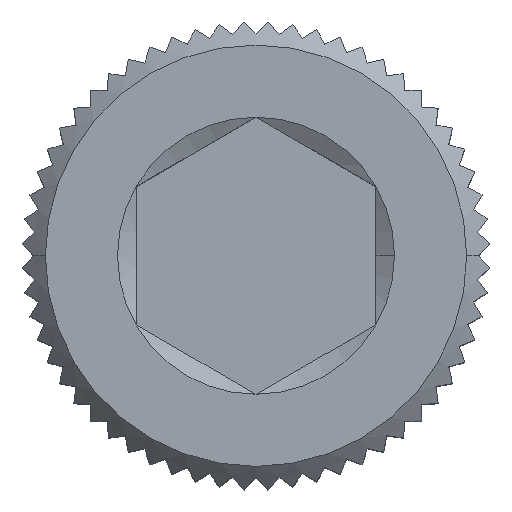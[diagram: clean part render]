
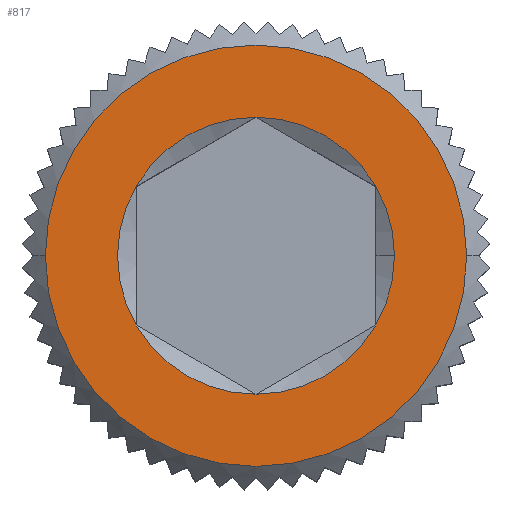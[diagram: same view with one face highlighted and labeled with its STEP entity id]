
A CAD part, top view. The second image highlights one B-rep face of the part: STEP entity #817.
In plain terms, the highlighted planar face has unit normal (0, 0, 1).
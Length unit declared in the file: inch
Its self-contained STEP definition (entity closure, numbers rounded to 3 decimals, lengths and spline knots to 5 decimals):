
#1 = EDGE_LOOP ( 'NONE', ( #9267, #6545, #7248, #5456, #4440, #7258, #8277 ) ) ;
#233 = VERTEX_POINT ( 'NONE', #5968 ) ;
#242 = AXIS2_PLACEMENT_3D ( 'NONE', #7983, #7165, #7225 ) ;
#250 = DIRECTION ( 'NONE',  ( 0., 0., 1. ) ) ;
#534 = DIRECTION ( 'NONE',  ( 0., 0., 1. ) ) ;
#735 = CARTESIAN_POINT ( 'NONE',  ( -0.04687, -0.02706, 0.181 ) ) ;
#761 = CIRCLE ( 'NONE', #7316, 0.05413 ) ;
#817 = ADVANCED_FACE ( 'NONE', ( #9783, #2056 ), #6263, .T. ) ;
#818 = EDGE_CURVE ( 'NONE', #9530, #3933, #3867, .T. ) ;
#828 = CARTESIAN_POINT ( 'NONE',  ( 0., 0., 0.181 ) ) ;
#1025 = VERTEX_POINT ( 'NONE', #6652 ) ;
#1051 = CARTESIAN_POINT ( 'NONE',  ( 0.05413, 0., 0.181 ) ) ;
#1151 = CIRCLE ( 'NONE', #4088, 0.05413 ) ;
#1346 = DIRECTION ( 'NONE',  ( 0., 0., 1. ) ) ;
#1387 = EDGE_CURVE ( 'NONE', #8724, #1025, #8759, .T. ) ;
#1924 = CARTESIAN_POINT ( 'NONE',  ( -0.04687, 0.02706, 0.181 ) ) ;
#2056 = FACE_BOUND ( 'NONE', #1, .T. ) ;
#2064 = CARTESIAN_POINT ( 'NONE',  ( 0., 0., 0.181 ) ) ;
#2120 = DIRECTION ( 'NONE',  ( 0., 0., 1. ) ) ;
#2406 = AXIS2_PLACEMENT_3D ( 'NONE', #3587, #534, #9021 ) ;
#2415 = DIRECTION ( 'NONE',  ( 1., 0., 0. ) ) ;
#2462 = CARTESIAN_POINT ( 'NONE',  ( 0., 0., 0.181 ) ) ;
#2711 = DIRECTION ( 'NONE',  ( 1., 0., 0. ) ) ;
#2817 = EDGE_CURVE ( 'NONE', #3933, #4578, #761, .T. ) ;
#3184 = DIRECTION ( 'NONE',  ( 1., 0., 0. ) ) ;
#3229 = DIRECTION ( 'NONE',  ( 0., 0., 1. ) ) ;
#3299 = DIRECTION ( 'NONE',  ( 0., 0., 1. ) ) ;
#3417 = AXIS2_PLACEMENT_3D ( 'NONE', #828, #3229, #3879 ) ;
#3587 = CARTESIAN_POINT ( 'NONE',  ( 0., 0., 0.181 ) ) ;
#3649 = DIRECTION ( 'NONE',  ( 1., 0., 0. ) ) ;
#3782 = CIRCLE ( 'NONE', #242, 0.05413 ) ;
#3861 = EDGE_CURVE ( 'NONE', #4578, #9737, #3782, .T. ) ;
#3867 = CIRCLE ( 'NONE', #8548, 0.05413 ) ;
#3879 = DIRECTION ( 'NONE',  ( 1., 0., 0. ) ) ;
#3933 = VERTEX_POINT ( 'NONE', #9519 ) ;
#4088 = AXIS2_PLACEMENT_3D ( 'NONE', #2064, #1346, #3649 ) ;
#4217 = CARTESIAN_POINT ( 'NONE',  ( -0.08235, 0., 0.181 ) ) ;
#4341 = AXIS2_PLACEMENT_3D ( 'NONE', #5112, #8078, #2711 ) ;
#4440 = ORIENTED_EDGE ( 'NONE', *, *, #818, .F. ) ;
#4578 = VERTEX_POINT ( 'NONE', #7125 ) ;
#4793 = DIRECTION ( 'NONE',  ( 0., 0., 1. ) ) ;
#4853 = EDGE_LOOP ( 'NONE', ( #9929, #5699 ) ) ;
#5023 = CIRCLE ( 'NONE', #4341, 0.05413 ) ;
#5112 = CARTESIAN_POINT ( 'NONE',  ( 0., 0., 0.181 ) ) ;
#5456 = ORIENTED_EDGE ( 'NONE', *, *, #2817, .F. ) ;
#5496 = CARTESIAN_POINT ( 'NONE',  ( 0., 0., 0.181 ) ) ;
#5699 = ORIENTED_EDGE ( 'NONE', *, *, #7778, .T. ) ;
#5738 = CIRCLE ( 'NONE', #5832, 0.08235 ) ;
#5744 = EDGE_CURVE ( 'NONE', #9737, #8724, #1151, .T. ) ;
#5832 = AXIS2_PLACEMENT_3D ( 'NONE', #5496, #9434, #2415 ) ;
#5952 = CARTESIAN_POINT ( 'NONE',  ( 0.04687, 0.02706, 0.181 ) ) ;
#5968 = CARTESIAN_POINT ( 'NONE',  ( 0.08235, 0., 0.181 ) ) ;
#6001 = EDGE_CURVE ( 'NONE', #9871, #233, #6120, .T. ) ;
#6120 = CIRCLE ( 'NONE', #3417, 0.08235 ) ;
#6263 = PLANE ( 'NONE',  #9710 ) ;
#6545 = ORIENTED_EDGE ( 'NONE', *, *, #5744, .F. ) ;
#6652 = CARTESIAN_POINT ( 'NONE',  ( 0., 0.05413, 0.181 ) ) ;
#6931 = EDGE_CURVE ( 'NONE', #9020, #9530, #5023, .T. ) ;
#7125 = CARTESIAN_POINT ( 'NONE',  ( 0.04687, -0.02706, 0.181 ) ) ;
#7165 = DIRECTION ( 'NONE',  ( 0., 0., 1. ) ) ;
#7225 = DIRECTION ( 'NONE',  ( 1., 0., 0. ) ) ;
#7248 = ORIENTED_EDGE ( 'NONE', *, *, #3861, .F. ) ;
#7258 = ORIENTED_EDGE ( 'NONE', *, *, #6931, .F. ) ;
#7316 = AXIS2_PLACEMENT_3D ( 'NONE', #7388, #2120, #9003 ) ;
#7388 = CARTESIAN_POINT ( 'NONE',  ( 0., 0., 0.181 ) ) ;
#7778 = EDGE_CURVE ( 'NONE', #233, #9871, #5738, .T. ) ;
#7807 = CARTESIAN_POINT ( 'NONE',  ( 0., 0.0915, 0.181 ) ) ;
#7853 = DIRECTION ( 'NONE',  ( 1., 0., 0. ) ) ;
#7983 = CARTESIAN_POINT ( 'NONE',  ( 0., 0., 0.181 ) ) ;
#8076 = DIRECTION ( 'NONE',  ( 1., 0., 0. ) ) ;
#8078 = DIRECTION ( 'NONE',  ( 0., 0., 1. ) ) ;
#8277 = ORIENTED_EDGE ( 'NONE', *, *, #8605, .F. ) ;
#8548 = AXIS2_PLACEMENT_3D ( 'NONE', #9406, #250, #8076 ) ;
#8605 = EDGE_CURVE ( 'NONE', #1025, #9020, #9949, .T. ) ;
#8724 = VERTEX_POINT ( 'NONE', #5952 ) ;
#8759 = CIRCLE ( 'NONE', #9011, 0.05413 ) ;
#9003 = DIRECTION ( 'NONE',  ( 1., 0., 0. ) ) ;
#9011 = AXIS2_PLACEMENT_3D ( 'NONE', #2462, #3299, #7853 ) ;
#9020 = VERTEX_POINT ( 'NONE', #1924 ) ;
#9021 = DIRECTION ( 'NONE',  ( 1., 0., 0. ) ) ;
#9267 = ORIENTED_EDGE ( 'NONE', *, *, #1387, .F. ) ;
#9406 = CARTESIAN_POINT ( 'NONE',  ( 0., 0., 0.181 ) ) ;
#9434 = DIRECTION ( 'NONE',  ( 0., 0., 1. ) ) ;
#9519 = CARTESIAN_POINT ( 'NONE',  ( 0., -0.05413, 0.181 ) ) ;
#9530 = VERTEX_POINT ( 'NONE', #735 ) ;
#9710 = AXIS2_PLACEMENT_3D ( 'NONE', #7807, #4793, #3184 ) ;
#9737 = VERTEX_POINT ( 'NONE', #1051 ) ;
#9783 = FACE_OUTER_BOUND ( 'NONE', #4853, .T. ) ;
#9871 = VERTEX_POINT ( 'NONE', #4217 ) ;
#9929 = ORIENTED_EDGE ( 'NONE', *, *, #6001, .T. ) ;
#9949 = CIRCLE ( 'NONE', #2406, 0.05413 ) ;
